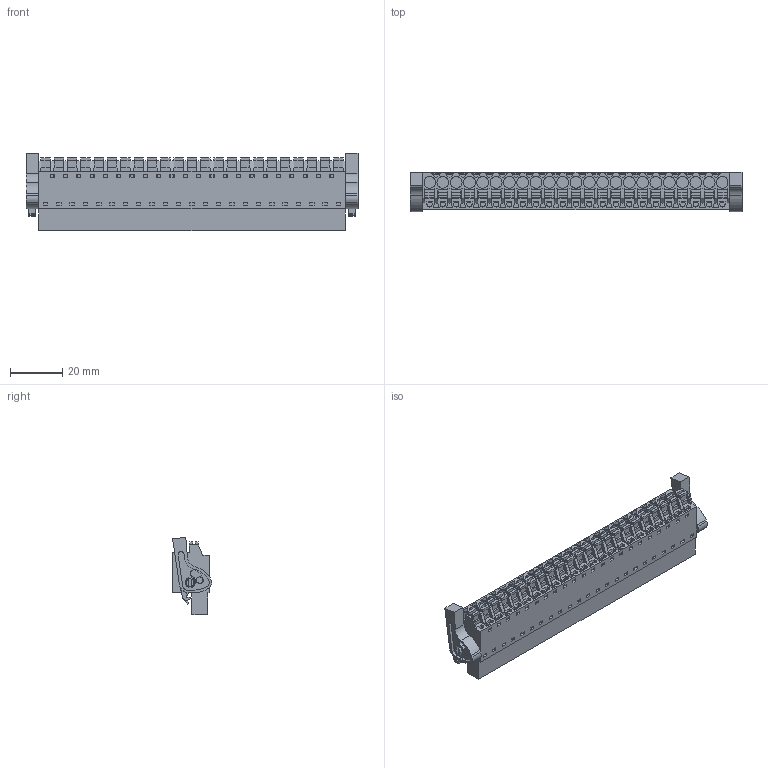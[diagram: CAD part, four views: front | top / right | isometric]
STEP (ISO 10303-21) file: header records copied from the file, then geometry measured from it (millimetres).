
FILE_DESCRIPTION(('CATIA V5 STEP Exchange','CAx-IF Rec.Pracs.--- Model Styling and Organization---1.2---2011-12-15'),'2;1');
FILE_NAME ('D1446641_0_1014610000_1014610000.stp','2017-04-29T05:59:48+00:00',('none'),('Weidmueller'),'CATIA Version 5-6 Release 2014','CATIA V5 STEP AP214','none');
FILE_SCHEMA(('AUTOMOTIVE_DESIGN { 1 0 10303 214 1 1 1 1 }'));
Products named in the file (1): 1014610000
Bounding box: 126.66 x 14.96 x 29.52 mm (x, y, z)
Volume: 28847.3 mm3; surface area: 19846.5 mm2
Topology: 26 solids, 26 shells, 1731 faces, 4982 edges, 3474 vertices
Faces by surface type: plane 1496, cylinder 226, cone 8, extrusion 1
Entity records: 55565 total; most frequent: CARTESIAN_POINT 10593, ORIENTED_EDGE 9964, DIRECTION 6996, EDGE_CURVE 4982, VECTOR 4493, LINE 4492, VERTEX_POINT 3474, EDGE_LOOP 1998
